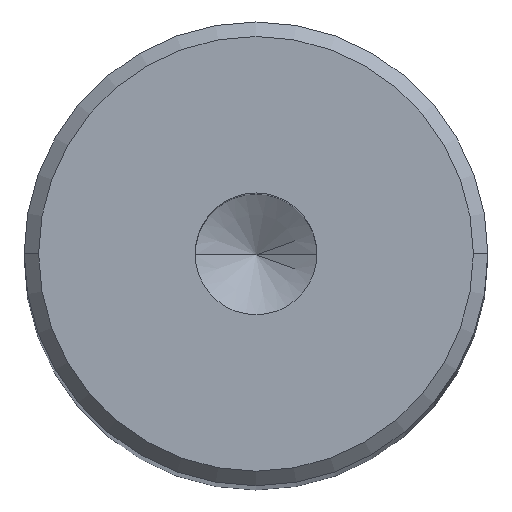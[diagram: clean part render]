
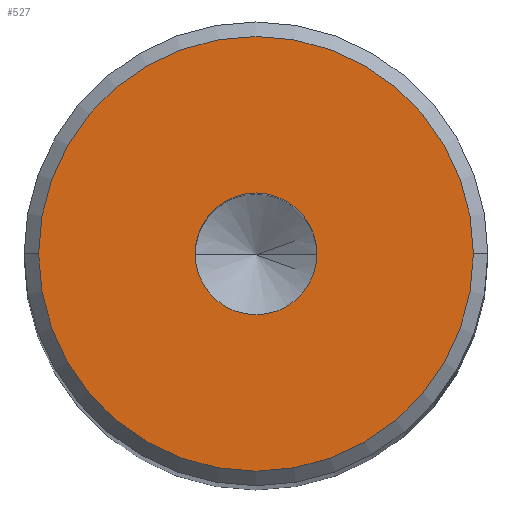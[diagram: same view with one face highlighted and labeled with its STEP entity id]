
A CAD part, top view. The second image highlights one B-rep face of the part: STEP entity #527.
In plain terms, the highlighted planar face has unit normal (0, 0, 1).
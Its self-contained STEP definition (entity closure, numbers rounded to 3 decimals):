
#3 = VERTEX_POINT ( 'NONE', #265 ) ;
#7 = DIRECTION ( 'NONE',  ( 0., 0., 1. ) ) ;
#31 = DIRECTION ( 'NONE',  ( 0., 0., 1. ) ) ;
#38 = CARTESIAN_POINT ( 'NONE',  ( 0., 0., 0. ) ) ;
#43 = ORIENTED_EDGE ( 'NONE', *, *, #126, .T. ) ;
#69 = EDGE_CURVE ( 'NONE', #307, #3, #186, .T. ) ;
#74 = FACE_BOUND ( 'NONE', #76, .T. ) ;
#76 = EDGE_LOOP ( 'NONE', ( #579, #484 ) ) ;
#79 = CIRCLE ( 'NONE', #154, 7.5 ) ;
#95 = AXIS2_PLACEMENT_3D ( 'NONE', #277, #355, #132 ) ;
#126 = EDGE_CURVE ( 'NONE', #213, #380, #79, .T. ) ;
#132 = DIRECTION ( 'NONE',  ( 1., 0., 0. ) ) ;
#148 = CIRCLE ( 'NONE', #179, 2.1 ) ;
#153 = EDGE_LOOP ( 'NONE', ( #467, #43 ) ) ;
#154 = AXIS2_PLACEMENT_3D ( 'NONE', #225, #314, #184 ) ;
#179 = AXIS2_PLACEMENT_3D ( 'NONE', #441, #31, #398 ) ;
#184 = DIRECTION ( 'NONE',  ( 1., 0., 0. ) ) ;
#186 = CIRCLE ( 'NONE', #254, 2.1 ) ;
#187 = AXIS2_PLACEMENT_3D ( 'NONE', #38, #304, #259 ) ;
#213 = VERTEX_POINT ( 'NONE', #390 ) ;
#225 = CARTESIAN_POINT ( 'NONE',  ( 0., 0., 0. ) ) ;
#254 = AXIS2_PLACEMENT_3D ( 'NONE', #582, #7, #273 ) ;
#259 = DIRECTION ( 'NONE',  ( 1., 0., 0. ) ) ;
#265 = CARTESIAN_POINT ( 'NONE',  ( 2.1, 0., 0. ) ) ;
#273 = DIRECTION ( 'NONE',  ( 1., 0., 0. ) ) ;
#277 = CARTESIAN_POINT ( 'NONE',  ( 0., 0., 0. ) ) ;
#304 = DIRECTION ( 'NONE',  ( 0., 0., 1. ) ) ;
#307 = VERTEX_POINT ( 'NONE', #565 ) ;
#308 = EDGE_CURVE ( 'NONE', #3, #307, #148, .T. ) ;
#314 = DIRECTION ( 'NONE',  ( 0., 0., 1. ) ) ;
#355 = DIRECTION ( 'NONE',  ( 0., 0., 1. ) ) ;
#380 = VERTEX_POINT ( 'NONE', #460 ) ;
#390 = CARTESIAN_POINT ( 'NONE',  ( 7.5, 0., 0. ) ) ;
#398 = DIRECTION ( 'NONE',  ( 1., 0., 0. ) ) ;
#441 = CARTESIAN_POINT ( 'NONE',  ( 0., 0., 0. ) ) ;
#460 = CARTESIAN_POINT ( 'NONE',  ( -7.5, 0., 0. ) ) ;
#467 = ORIENTED_EDGE ( 'NONE', *, *, #469, .T. ) ;
#469 = EDGE_CURVE ( 'NONE', #380, #213, #550, .T. ) ;
#484 = ORIENTED_EDGE ( 'NONE', *, *, #69, .F. ) ;
#505 = PLANE ( 'NONE',  #95 ) ;
#527 = ADVANCED_FACE ( 'NONE', ( #74, #575 ), #505, .T. ) ;
#550 = CIRCLE ( 'NONE', #187, 7.5 ) ;
#565 = CARTESIAN_POINT ( 'NONE',  ( -2.1, 0., 0. ) ) ;
#575 = FACE_OUTER_BOUND ( 'NONE', #153, .T. ) ;
#579 = ORIENTED_EDGE ( 'NONE', *, *, #308, .F. ) ;
#582 = CARTESIAN_POINT ( 'NONE',  ( 0., 0., 0. ) ) ;
